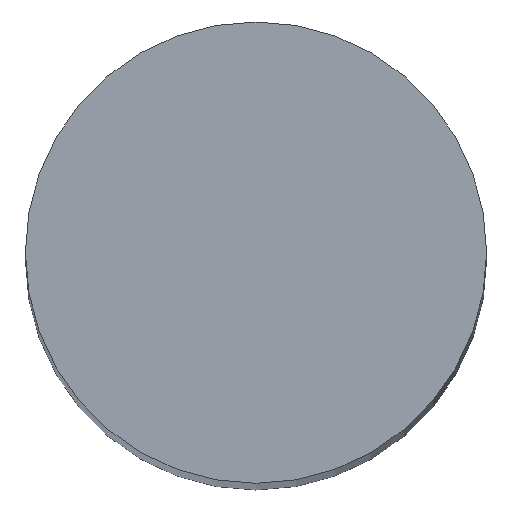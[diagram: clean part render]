
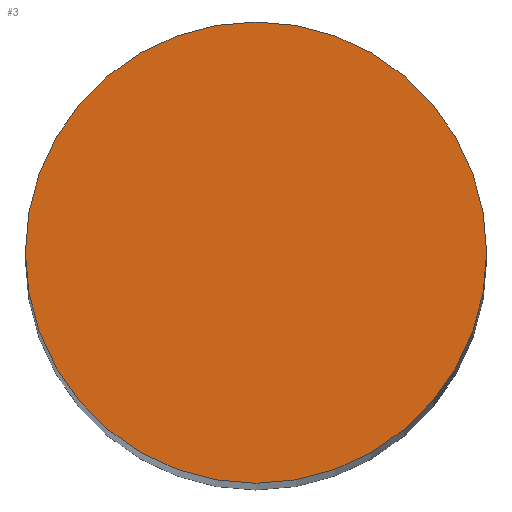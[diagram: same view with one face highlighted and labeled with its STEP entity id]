
A CAD part, top view. The second image highlights one B-rep face of the part: STEP entity #3.
In plain terms, the highlighted planar face has unit normal (0, 0, 1).
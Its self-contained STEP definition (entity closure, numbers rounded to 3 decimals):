
#3 = ADVANCED_FACE ( 'NONE', ( #111 ), #56, .T. ) ;
#4 = DIRECTION ( 'NONE',  ( 0., 0., 1. ) ) ;
#9 = EDGE_CURVE ( 'NONE', #113, #55, #19, .T. ) ;
#15 = DIRECTION ( 'NONE',  ( 1., 0., 0. ) ) ;
#19 = CIRCLE ( 'NONE', #72, 1.5 ) ;
#29 = CARTESIAN_POINT ( 'NONE',  ( 0., 0., 25. ) ) ;
#41 = DIRECTION ( 'NONE',  ( 1., 0., 0. ) ) ;
#45 = CARTESIAN_POINT ( 'NONE',  ( 0., 0., 25. ) ) ;
#48 = CARTESIAN_POINT ( 'NONE',  ( 1.5, 0., 25. ) ) ;
#55 = VERTEX_POINT ( 'NONE', #48 ) ;
#56 = PLANE ( 'NONE',  #142 ) ;
#59 = EDGE_LOOP ( 'NONE', ( #152, #148 ) ) ;
#72 = AXIS2_PLACEMENT_3D ( 'NONE', #45, #4, #15 ) ;
#91 = DIRECTION ( 'NONE',  ( 0., 0., 1. ) ) ;
#104 = CIRCLE ( 'NONE', #167, 1.5 ) ;
#109 = EDGE_CURVE ( 'NONE', #55, #113, #104, .T. ) ;
#111 = FACE_OUTER_BOUND ( 'NONE', #59, .T. ) ;
#113 = VERTEX_POINT ( 'NONE', #140 ) ;
#140 = CARTESIAN_POINT ( 'NONE',  ( -1.5, 0., 25. ) ) ;
#141 = DIRECTION ( 'NONE',  ( 1., 0., 0. ) ) ;
#142 = AXIS2_PLACEMENT_3D ( 'NONE', #163, #164, #41 ) ;
#148 = ORIENTED_EDGE ( 'NONE', *, *, #109, .T. ) ;
#152 = ORIENTED_EDGE ( 'NONE', *, *, #9, .T. ) ;
#163 = CARTESIAN_POINT ( 'NONE',  ( 0., 0., 25. ) ) ;
#164 = DIRECTION ( 'NONE',  ( 0., 0., 1. ) ) ;
#167 = AXIS2_PLACEMENT_3D ( 'NONE', #29, #91, #141 ) ;
